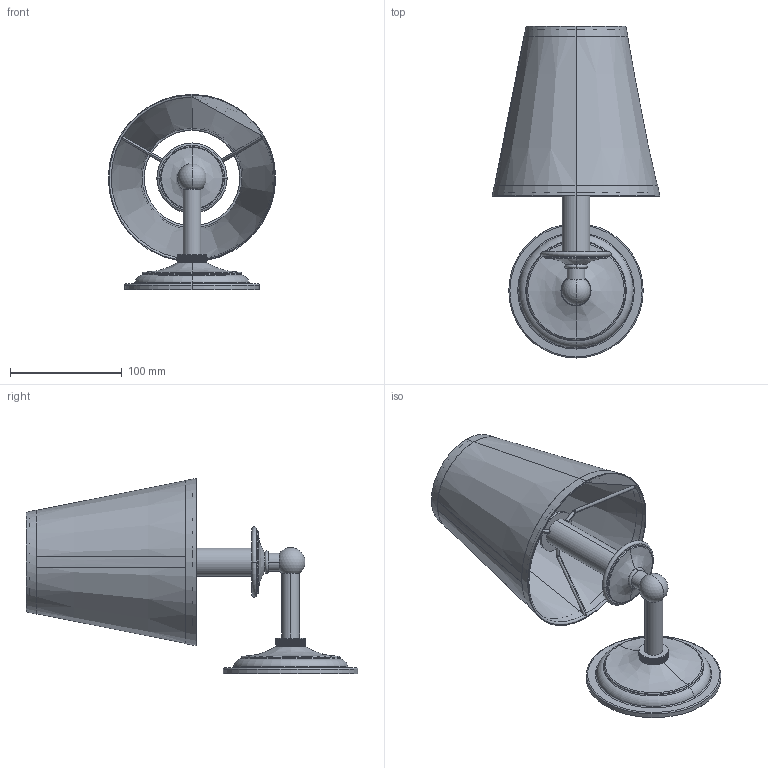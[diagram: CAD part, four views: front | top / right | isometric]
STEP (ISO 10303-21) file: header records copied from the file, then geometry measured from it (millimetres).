
FILE_DESCRIPTION((''),'2;1');
FILE_NAME('2681','2021-06-11T15:38:18',('jinson.thomas'),(''),'CREO PARAMETRIC BY PTC INC, 2018400','CREO PARAMETRIC BY PTC INC, 2018400','');
FILE_SCHEMA(('CONFIG_CONTROL_DESIGN'));
Length unit declared in the file: inch
Products named in the file (1): 2681
Bounding box: 150.11 x 297.46 x 175.08 mm (x, y, z)
Volume: 265840.6 mm3; surface area: 171666.5 mm2
Topology: 2 solids, 2 shells, 620 faces, 1785 edges, 1172 vertices
Faces by surface type: plane 328, cylinder 138, torus 128, bspline 14, cone 10, sphere 2
Entity records: 22294 total; most frequent: CARTESIAN_POINT 6026, ORIENTED_EDGE 3550, DIRECTION 3316, EDGE_CURVE 1775, AXIS2_PLACEMENT_3D 1174, VERTEX_POINT 1168, VECTOR 968, LINE 968
